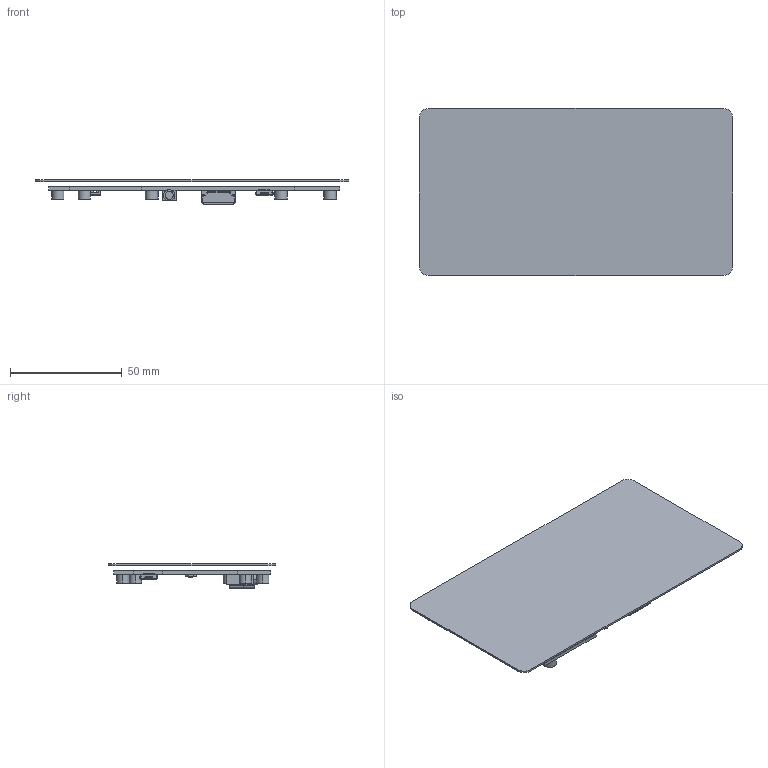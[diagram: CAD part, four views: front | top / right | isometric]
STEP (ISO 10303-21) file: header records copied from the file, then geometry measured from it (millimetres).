
FILE_DESCRIPTION((''),'2;1');
FILE_NAME('P36-2','2019-02-27T',('Administrator'),(''),'PRO/ENGINEER BY PARAMETRIC TECHNOLOGY CORPORATION, 2001280','PRO/ENGINEER BY PARAMETRIC TECHNOLOGY CORPORATION, 2001280','');
FILE_SCHEMA(('CONFIG_CONTROL_DESIGN'));
Length unit declared in the file: millimetre
Products named in the file (1): P36-2
Bounding box: 140.4 x 74.8 x 10.8 mm (x, y, z)
Volume: 22421.7 mm3; surface area: 40181.5 mm2
Topology: 2 solids, 2 shells, 1145 faces, 3165 edges, 2060 vertices
Faces by surface type: plane 787, cylinder 350, bspline 8
Entity records: 36955 total; most frequent: CARTESIAN_POINT 7420, ORIENTED_EDGE 6314, DIRECTION 5955, EDGE_CURVE 3157, VECTOR 2333, LINE 2333, VERTEX_POINT 2060, AXIS2_PLACEMENT_3D 1811
